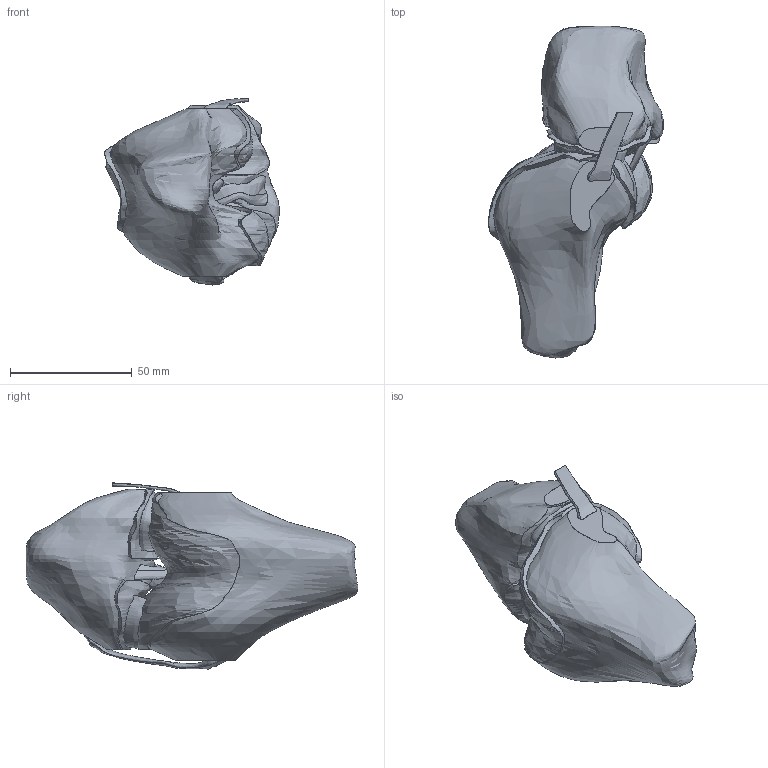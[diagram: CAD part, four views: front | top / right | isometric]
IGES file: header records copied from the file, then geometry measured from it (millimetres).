
Global section: file name: 24Hnew_knee.igs; native system: Rhinoceros ( Feb 22 2008 ); preprocessor: Trout Lake IGES 012 Feb 22 2008; date: 100825.191255; units: millimetre
Bounding box: 72.02 x 136.46 x 76.57 mm (x, y, z)
Surface area: 39464.5 mm2 (no closed solid volume)
Topology: 0 solids, 0 shells, 42 faces, 2387 edges, 2378 vertices
Faces by surface type: bspline 42
